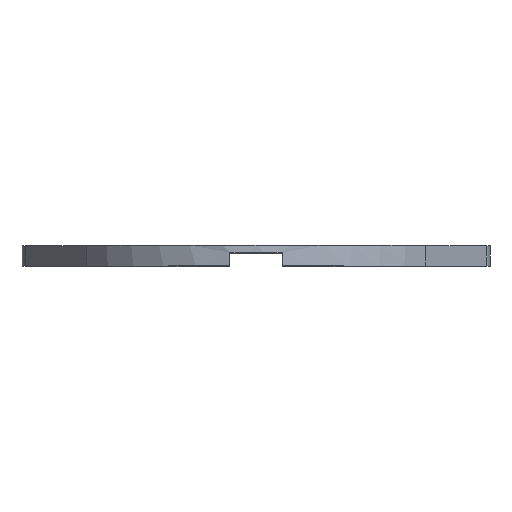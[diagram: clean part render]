
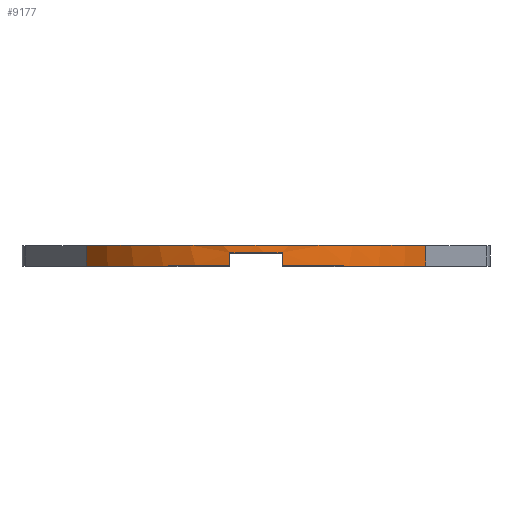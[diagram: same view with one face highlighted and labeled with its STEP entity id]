
A CAD part, top view. The second image highlights one B-rep face of the part: STEP entity #9177.
In plain terms, the highlighted cylindrical face has radius 77 mm (diameter 154 mm), a partial arc.
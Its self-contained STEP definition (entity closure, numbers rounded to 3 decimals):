
#6 = VERTEX_POINT ( 'NONE', #1348 ) ;
#29 = DIRECTION ( 'NONE',  ( 0., 0., 1. ) ) ;
#368 = DIRECTION ( 'NONE',  ( 0., -1., 0. ) ) ;
#395 = CARTESIAN_POINT ( 'NONE',  ( 0., 7.9, 0. ) ) ;
#486 = ORIENTED_EDGE ( 'NONE', *, *, #8734, .T. ) ;
#581 = CARTESIAN_POINT ( 'NONE',  ( 0., 0., 0. ) ) ;
#661 = LINE ( 'NONE', #7274, #8640 ) ;
#913 = LINE ( 'NONE', #2553, #3021 ) ;
#1305 = VECTOR ( 'NONE', #368, 1000. ) ;
#1336 = DIRECTION ( 'NONE',  ( 0., 0., 1. ) ) ;
#1348 = CARTESIAN_POINT ( 'NONE',  ( 64.975, 0., 41.319 ) ) ;
#1932 = EDGE_CURVE ( 'NONE', #8726, #6, #2440, .T. ) ;
#1954 = CIRCLE ( 'NONE', #2261, 77. ) ;
#2099 = CIRCLE ( 'NONE', #3922, 77. ) ;
#2254 = CARTESIAN_POINT ( 'NONE',  ( 10., 0., 76.348 ) ) ;
#2255 = VECTOR ( 'NONE', #2652, 1000. ) ;
#2261 = AXIS2_PLACEMENT_3D ( 'NONE', #8165, #3652, #8952 ) ;
#2286 = CIRCLE ( 'NONE', #2631, 77. ) ;
#2424 = DIRECTION ( 'NONE',  ( 0., 1., 0. ) ) ;
#2440 = LINE ( 'NONE', #4866, #2255 ) ;
#2450 = ORIENTED_EDGE ( 'NONE', *, *, #1932, .F. ) ;
#2553 = CARTESIAN_POINT ( 'NONE',  ( -10., 7.9, 76.348 ) ) ;
#2609 = ORIENTED_EDGE ( 'NONE', *, *, #5036, .T. ) ;
#2631 = AXIS2_PLACEMENT_3D ( 'NONE', #6907, #2424, #7669 ) ;
#2652 = DIRECTION ( 'NONE',  ( 0., -1., 0. ) ) ;
#2747 = CARTESIAN_POINT ( 'NONE',  ( -64.975, 0., 41.319 ) ) ;
#2776 = DIRECTION ( 'NONE',  ( 0., -1., 0. ) ) ;
#2841 = EDGE_CURVE ( 'NONE', #4612, #8522, #3824, .T. ) ;
#2888 = LINE ( 'NONE', #7831, #1305 ) ;
#3021 = VECTOR ( 'NONE', #9347, 1000. ) ;
#3271 = EDGE_CURVE ( 'NONE', #8724, #9427, #2286, .T. ) ;
#3576 = EDGE_CURVE ( 'NONE', #3755, #6, #2099, .T. ) ;
#3651 = ORIENTED_EDGE ( 'NONE', *, *, #3576, .T. ) ;
#3652 = DIRECTION ( 'NONE',  ( 0., 1., 0. ) ) ;
#3755 = VERTEX_POINT ( 'NONE', #2254 ) ;
#3824 = CIRCLE ( 'NONE', #5988, 77. ) ;
#3922 = AXIS2_PLACEMENT_3D ( 'NONE', #581, #5783, #1336 ) ;
#3952 = CARTESIAN_POINT ( 'NONE',  ( -64.975, 7.9, 41.319 ) ) ;
#4105 = DIRECTION ( 'NONE',  ( 0., -1., 0. ) ) ;
#4440 = DIRECTION ( 'NONE',  ( 0., 1., 0. ) ) ;
#4612 = VERTEX_POINT ( 'NONE', #9573 ) ;
#4691 = EDGE_LOOP ( 'NONE', ( #5174, #486, #3651, #2450, #6716, #2609, #7269, #8287 ) ) ;
#4829 = DIRECTION ( 'NONE',  ( 0., 0., -1. ) ) ;
#4866 = CARTESIAN_POINT ( 'NONE',  ( 64.975, 7.9, 41.319 ) ) ;
#5036 = EDGE_CURVE ( 'NONE', #8162, #8724, #2888, .T. ) ;
#5174 = ORIENTED_EDGE ( 'NONE', *, *, #2841, .T. ) ;
#5254 = CARTESIAN_POINT ( 'NONE',  ( -10., 0., 76.348 ) ) ;
#5783 = DIRECTION ( 'NONE',  ( 0., 1., 0. ) ) ;
#5988 = AXIS2_PLACEMENT_3D ( 'NONE', #8982, #4440, #29 ) ;
#6287 = EDGE_CURVE ( 'NONE', #8162, #8726, #1954, .T. ) ;
#6716 = ORIENTED_EDGE ( 'NONE', *, *, #6287, .F. ) ;
#6727 = FACE_OUTER_BOUND ( 'NONE', #4691, .T. ) ;
#6907 = CARTESIAN_POINT ( 'NONE',  ( 0., 0., 0. ) ) ;
#7010 = CARTESIAN_POINT ( 'NONE',  ( 10., 5.15, 76.348 ) ) ;
#7184 = EDGE_CURVE ( 'NONE', #9427, #4612, #913, .T. ) ;
#7269 = ORIENTED_EDGE ( 'NONE', *, *, #3271, .T. ) ;
#7274 = CARTESIAN_POINT ( 'NONE',  ( 10., 7.9, 76.348 ) ) ;
#7669 = DIRECTION ( 'NONE',  ( 0., 0., 1. ) ) ;
#7831 = CARTESIAN_POINT ( 'NONE',  ( -64.975, 7.9, 41.319 ) ) ;
#8162 = VERTEX_POINT ( 'NONE', #3952 ) ;
#8165 = CARTESIAN_POINT ( 'NONE',  ( 0., 7.9, 0. ) ) ;
#8287 = ORIENTED_EDGE ( 'NONE', *, *, #7184, .T. ) ;
#8522 = VERTEX_POINT ( 'NONE', #7010 ) ;
#8640 = VECTOR ( 'NONE', #2776, 1000. ) ;
#8721 = AXIS2_PLACEMENT_3D ( 'NONE', #395, #4105, #4829 ) ;
#8724 = VERTEX_POINT ( 'NONE', #2747 ) ;
#8726 = VERTEX_POINT ( 'NONE', #8782 ) ;
#8734 = EDGE_CURVE ( 'NONE', #8522, #3755, #661, .T. ) ;
#8782 = CARTESIAN_POINT ( 'NONE',  ( 64.975, 7.9, 41.319 ) ) ;
#8952 = DIRECTION ( 'NONE',  ( 0., 0., 1. ) ) ;
#8982 = CARTESIAN_POINT ( 'NONE',  ( 0., 5.15, 0. ) ) ;
#9177 = ADVANCED_FACE ( 'NONE', ( #6727 ), #9675, .T. ) ;
#9347 = DIRECTION ( 'NONE',  ( 0., 1., 0. ) ) ;
#9427 = VERTEX_POINT ( 'NONE', #5254 ) ;
#9573 = CARTESIAN_POINT ( 'NONE',  ( -10., 5.15, 76.348 ) ) ;
#9675 = CYLINDRICAL_SURFACE ( 'NONE', #8721, 77. ) ;
